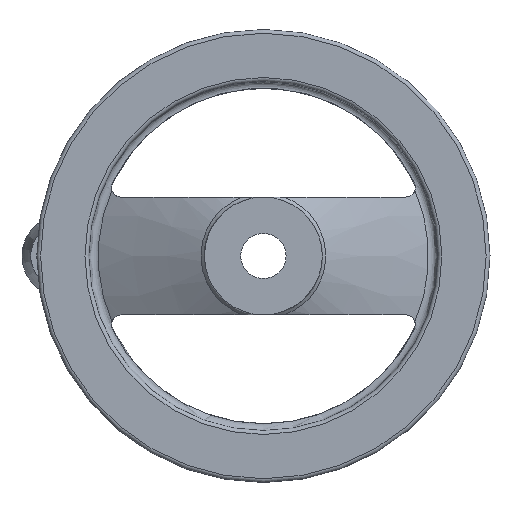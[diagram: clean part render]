
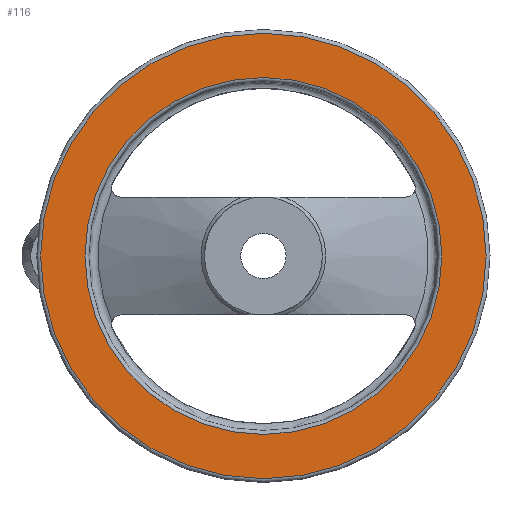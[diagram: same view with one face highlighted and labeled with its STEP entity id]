
A CAD part, left-side view. The second image highlights one B-rep face of the part: STEP entity #116.
In plain terms, the highlighted planar face has unit normal (-1, 0, 0).
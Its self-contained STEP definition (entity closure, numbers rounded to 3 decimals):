
#116 = ADVANCED_FACE( '', ( #248, #249 ), #250, .F. );
#248 = FACE_OUTER_BOUND( '', #412, .T. );
#249 = FACE_BOUND( '', #413, .T. );
#250 = PLANE( '', #414 );
#412 = EDGE_LOOP( '', ( #665 ) );
#413 = EDGE_LOOP( '', ( #666 ) );
#414 = AXIS2_PLACEMENT_3D( '', #667, #668, #669 );
#665 = ORIENTED_EDGE( '', *, *, #797, .F. );
#666 = ORIENTED_EDGE( '', *, *, #798, .T. );
#667 = CARTESIAN_POINT( '', ( 16.15, 39.375, 0. ) );
#668 = DIRECTION( '', ( 1., 0., 0. ) );
#669 = DIRECTION( '', ( 0., 0., -1. ) );
#797 = EDGE_CURVE( '', #947, #947, #948, .T. );
#798 = EDGE_CURVE( '', #949, #949, #950, .T. );
#947 = VERTEX_POINT( '', #1403 );
#948 = CIRCLE( '', #1404, 49.15 );
#949 = VERTEX_POINT( '', #1405 );
#950 = CIRCLE( '', #1406, 39.375 );
#1403 = CARTESIAN_POINT( '', ( 16.15, 0., -49.15 ) );
#1404 = AXIS2_PLACEMENT_3D( '', #1509, #1510, #1511 );
#1405 = CARTESIAN_POINT( '', ( 16.15, 0., -39.375 ) );
#1406 = AXIS2_PLACEMENT_3D( '', #1512, #1513, #1514 );
#1509 = CARTESIAN_POINT( '', ( 16.15, 0., 0. ) );
#1510 = DIRECTION( '', ( 1., 0., 0. ) );
#1511 = DIRECTION( '', ( 0., 0., -1. ) );
#1512 = CARTESIAN_POINT( '', ( 16.15, 0., 0. ) );
#1513 = DIRECTION( '', ( 1., 0., 0. ) );
#1514 = DIRECTION( '', ( 0., 0., -1. ) );
